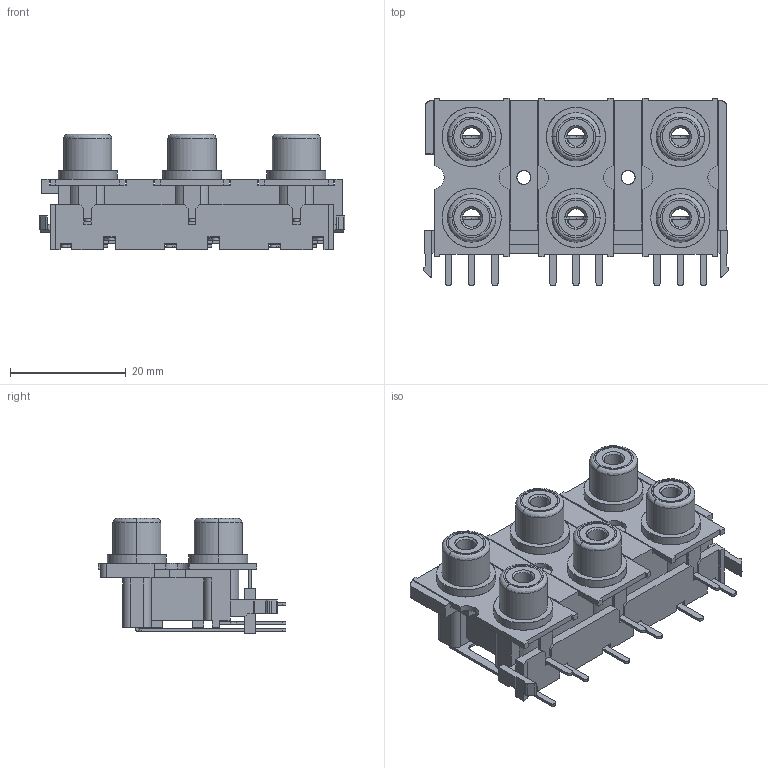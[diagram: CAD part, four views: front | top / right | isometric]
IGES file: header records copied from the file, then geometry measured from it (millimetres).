
Start section: SolidWorks IGES file using analytic representation for surfaces
Global section: file name: Will'KLP42X-62-RW-RW-RW_rA9.IGS; native system: SolidWorks 2012; preprocessor: SolidWorks 2012; author: William; date: 130329.124459; units: millimetre
Bounding box: 52.68 x 32.4 x 19.92 mm (x, y, z)
Surface area: 10174 mm2 (no closed solid volume)
Topology: 0 solids, 0 shells, 652 faces, 6972 edges, 6972 vertices
Faces by surface type: bspline 452, revolution 200
